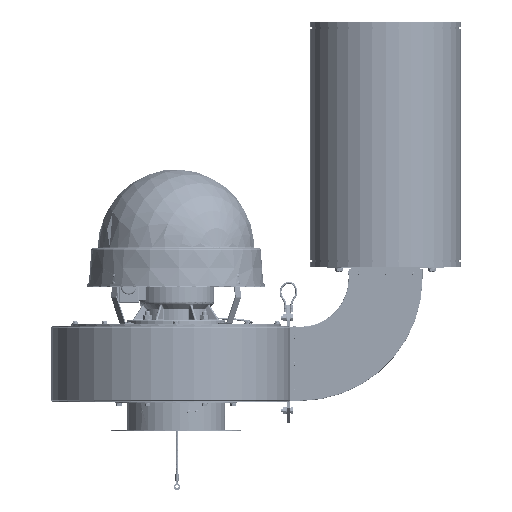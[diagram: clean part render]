
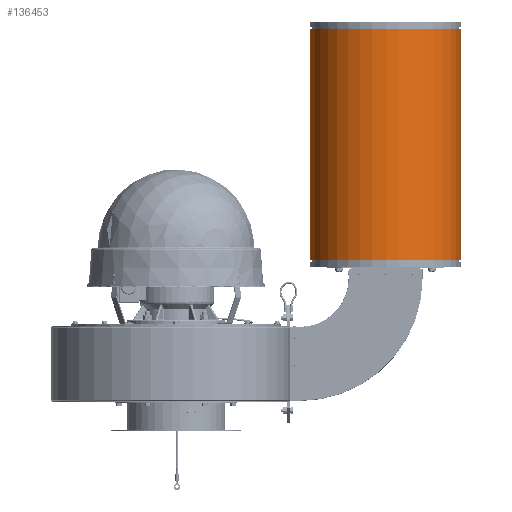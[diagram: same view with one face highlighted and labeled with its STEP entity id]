
A CAD part, front view. The second image highlights one B-rep face of the part: STEP entity #136453.
In plain terms, the highlighted cylindrical face has radius 154.25 mm (diameter 308.5 mm), a full revolution.
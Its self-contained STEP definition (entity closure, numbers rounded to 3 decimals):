
#18224=FACE_OUTER_BOUND('',#27063,.T.);
#27063=EDGE_LOOP('',(#119442,#119443,#119444,#119445,#119446,#119447));
#36706=LINE('',#252870,#46223);
#46223=VECTOR('',#181839,154.25);
#51750=CIRCLE('',#148487,154.25);
#51751=CIRCLE('',#148488,154.25);
#51752=CIRCLE('',#148490,154.25);
#51753=CIRCLE('',#148491,154.25);
#63808=VERTEX_POINT('',#252863);
#63809=VERTEX_POINT('',#252865);
#63810=VERTEX_POINT('',#252869);
#63811=VERTEX_POINT('',#252871);
#82431=EDGE_CURVE('',#63808,#63809,#51750,.T.);
#82432=EDGE_CURVE('',#63809,#63808,#51751,.T.);
#82433=EDGE_CURVE('',#63809,#63810,#36706,.T.);
#82434=EDGE_CURVE('',#63810,#63811,#51752,.T.);
#82435=EDGE_CURVE('',#63811,#63810,#51753,.T.);
#119442=ORIENTED_EDGE('',*,*,#82431,.F.);
#119443=ORIENTED_EDGE('',*,*,#82432,.F.);
#119444=ORIENTED_EDGE('',*,*,#82433,.T.);
#119445=ORIENTED_EDGE('',*,*,#82434,.T.);
#119446=ORIENTED_EDGE('',*,*,#82435,.T.);
#119447=ORIENTED_EDGE('',*,*,#82433,.F.);
#122248=CYLINDRICAL_SURFACE('',#148489,154.25);
#136453=ADVANCED_FACE('',(#18224),#122248,.T.);
#148487=AXIS2_PLACEMENT_3D('',#252866,#181833,#181834);
#148488=AXIS2_PLACEMENT_3D('',#252867,#181835,#181836);
#148489=AXIS2_PLACEMENT_3D('',#252868,#181837,#181838);
#148490=AXIS2_PLACEMENT_3D('',#252872,#181840,#181841);
#148491=AXIS2_PLACEMENT_3D('',#252873,#181842,#181843);
#181833=DIRECTION('center_axis',(0.,0.,
-1.));
#181834=DIRECTION('ref_axis',(-1.,0.,0.));
#181835=DIRECTION('center_axis',(0.,0.,
-1.));
#181836=DIRECTION('ref_axis',(-1.,0.,0.));
#181837=DIRECTION('center_axis',(0.,0.,
-1.));
#181838=DIRECTION('ref_axis',(-1.,0.,0.));
#181839=DIRECTION('',(0.,0.,1.));
#181840=DIRECTION('center_axis',(0.,0.,
-1.));
#181841=DIRECTION('ref_axis',(-1.,0.,0.));
#181842=DIRECTION('center_axis',(0.,0.,
-1.));
#181843=DIRECTION('ref_axis',(-1.,0.,0.));
#252863=CARTESIAN_POINT('',(414.5,52.8,138.05));
#252865=CARTESIAN_POINT('',(568.75,207.05,138.05));
#252866=CARTESIAN_POINT('Origin',(414.5,207.05,138.05));
#252867=CARTESIAN_POINT('Origin',(414.5,207.05,138.05));
#252868=CARTESIAN_POINT('Origin',(414.5,207.05,373.8));
#252869=CARTESIAN_POINT('',(568.75,207.05,609.55));
#252870=CARTESIAN_POINT('',(568.75,207.05,373.8));
#252871=CARTESIAN_POINT('',(414.5,52.8,609.55));
#252872=CARTESIAN_POINT('Origin',(414.5,207.05,609.55));
#252873=CARTESIAN_POINT('Origin',(414.5,207.05,609.55));
